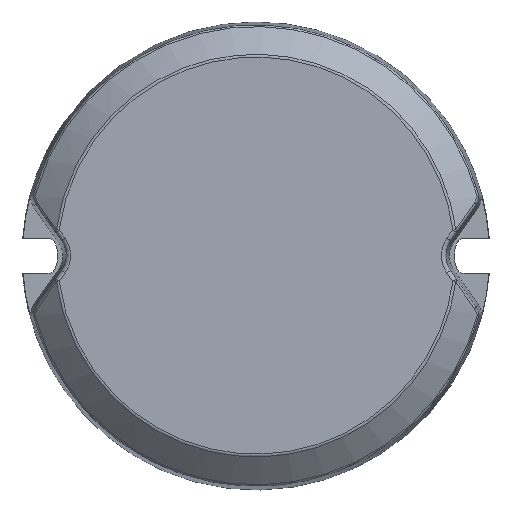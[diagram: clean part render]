
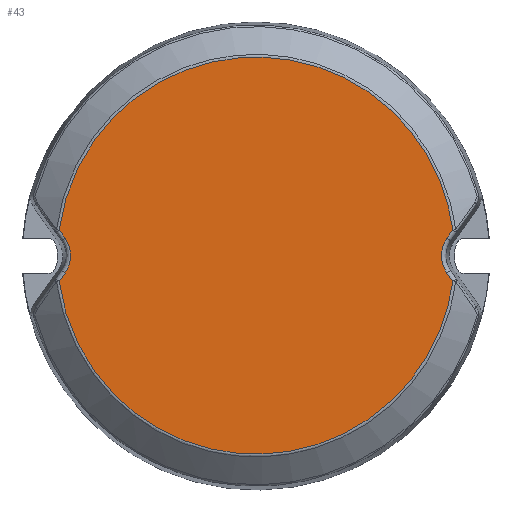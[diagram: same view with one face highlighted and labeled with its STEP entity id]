
A CAD part, top view. The second image highlights one B-rep face of the part: STEP entity #43.
In plain terms, the highlighted planar face has unit normal (0, 0, 1).
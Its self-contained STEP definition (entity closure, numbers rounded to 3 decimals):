
#43=ADVANCED_FACE('',(#117),#1115,.T.);
#117=FACE_OUTER_BOUND('',#191,.T.);
#191=EDGE_LOOP('',(#380,#381,#382,#383,#384,#385,#386,#387));
#380=ORIENTED_EDGE('',*,*,#670,.T.);
#381=ORIENTED_EDGE('',*,*,#675,.T.);
#382=ORIENTED_EDGE('',*,*,#668,.T.);
#383=ORIENTED_EDGE('',*,*,#669,.T.);
#384=ORIENTED_EDGE('',*,*,#738,.T.);
#385=ORIENTED_EDGE('',*,*,#742,.T.);
#386=ORIENTED_EDGE('',*,*,#746,.T.);
#387=ORIENTED_EDGE('',*,*,#667,.F.);
#667=EDGE_CURVE('',#1006,#1005,#901,.T.);
#668=EDGE_CURVE('',#1008,#1009,#812,.T.);
#669=EDGE_CURVE('',#1009,#1010,#902,.T.);
#670=EDGE_CURVE('',#1006,#1007,#813,.T.);
#675=EDGE_CURVE('',#1007,#1008,#907,.T.);
#738=EDGE_CURVE('',#1010,#1011,#859,.T.);
#742=EDGE_CURVE('',#1011,#1012,#928,.T.);
#746=EDGE_CURVE('',#1012,#1005,#862,.T.);
#812=B_SPLINE_CURVE_WITH_KNOTS('',1,(#3578,#3579),.UNSPECIFIED.,.F.,.F.,
(2,2),(0.,1.188),.UNSPECIFIED.);
#813=B_SPLINE_CURVE_WITH_KNOTS('',1,(#3585,#3586),.UNSPECIFIED.,.F.,.F.,
(2,2),(-1.188,0.),.UNSPECIFIED.);
#859=B_SPLINE_CURVE_WITH_KNOTS('',1,(#3845,#3846),.UNSPECIFIED.,.F.,.F.,
(2,2),(-1.188,0.),.UNSPECIFIED.);
#862=B_SPLINE_CURVE_WITH_KNOTS('',1,(#3868,#3869),.UNSPECIFIED.,.F.,.F.,
(2,2),(-1.188,0.),.UNSPECIFIED.);
#901=(
BOUNDED_CURVE()
B_SPLINE_CURVE(2,(#3573,#3574,#3575,#3576,#3577),.UNSPECIFIED.,.F.,.F.)
B_SPLINE_CURVE_WITH_KNOTS((3,2,3),(-81.166,-40.583,0.),
 .UNSPECIFIED.)
CURVE()
GEOMETRIC_REPRESENTATION_ITEM()
RATIONAL_B_SPLINE_CURVE((1.,0.752,1.,0.752,1.))
REPRESENTATION_ITEM('')
);
#902=(
BOUNDED_CURVE()
B_SPLINE_CURVE(2,(#3580,#3581,#3582,#3583,#3584),.UNSPECIFIED.,.F.,.F.)
B_SPLINE_CURVE_WITH_KNOTS((3,2,3),(0.,40.583,81.166),
 .UNSPECIFIED.)
CURVE()
GEOMETRIC_REPRESENTATION_ITEM()
RATIONAL_B_SPLINE_CURVE((1.,0.752,1.,0.752,1.))
REPRESENTATION_ITEM('')
);
#907=(
BOUNDED_CURVE()
B_SPLINE_CURVE(2,(#3599,#3600,#3601),.UNSPECIFIED.,.F.,.F.)
B_SPLINE_CURVE_WITH_KNOTS((3,3),(-4.977,0.),.UNSPECIFIED.)
CURVE()
GEOMETRIC_REPRESENTATION_ITEM()
RATIONAL_B_SPLINE_CURVE((1.,0.819,1.))
REPRESENTATION_ITEM('')
);
#928=(
BOUNDED_CURVE()
B_SPLINE_CURVE(2,(#3856,#3857,#3858),.UNSPECIFIED.,.F.,.F.)
B_SPLINE_CURVE_WITH_KNOTS((3,3),(-4.977,0.),.UNSPECIFIED.)
CURVE()
GEOMETRIC_REPRESENTATION_ITEM()
RATIONAL_B_SPLINE_CURVE((1.,0.819,1.))
REPRESENTATION_ITEM('')
);
#1005=VERTEX_POINT('',#3270);
#1006=VERTEX_POINT('',#3271);
#1007=VERTEX_POINT('',#3272);
#1008=VERTEX_POINT('',#3273);
#1009=VERTEX_POINT('',#3274);
#1010=VERTEX_POINT('',#3275);
#1011=VERTEX_POINT('',#3276);
#1012=VERTEX_POINT('',#3277);
#1115=PLANE('',#1151);
#1151=AXIS2_PLACEMENT_3D('',#1856,#1170,$);
#1170=DIRECTION('',(0.,0.,1.));
#1856=CARTESIAN_POINT('',(-27.617,-14.852,13.001));
#3270=CARTESIAN_POINT('',(22.933,16.013,13.001));
#3271=CARTESIAN_POINT('',(-22.933,16.013,13.001));
#3272=CARTESIAN_POINT('',(-22.252,15.04,13.001));
#3273=CARTESIAN_POINT('',(-22.252,10.963,13.001));
#3274=CARTESIAN_POINT('',(-22.933,9.99,13.001));
#3275=CARTESIAN_POINT('',(22.933,9.99,13.001));
#3276=CARTESIAN_POINT('',(22.252,10.963,13.001));
#3277=CARTESIAN_POINT('',(22.252,15.04,13.001));
#3573=CARTESIAN_POINT('',(-22.933,16.013,13.001));
#3574=CARTESIAN_POINT('',(-20.291,36.131,13.001));
#3575=CARTESIAN_POINT('',(0.,36.131,13.001));
#3576=CARTESIAN_POINT('',(20.291,36.131,13.001));
#3577=CARTESIAN_POINT('',(22.933,16.013,13.001));
#3578=CARTESIAN_POINT('',(-22.252,10.963,13.001));
#3579=CARTESIAN_POINT('',(-22.933,9.99,13.001));
#3580=CARTESIAN_POINT('',(-22.933,9.99,13.001));
#3581=CARTESIAN_POINT('',(-20.291,-10.129,13.001));
#3582=CARTESIAN_POINT('',(0.,-10.129,13.001));
#3583=CARTESIAN_POINT('',(20.291,-10.129,13.001));
#3584=CARTESIAN_POINT('',(22.933,9.99,13.001));
#3585=CARTESIAN_POINT('',(-22.933,16.013,13.001));
#3586=CARTESIAN_POINT('',(-22.252,15.04,13.001));
#3599=CARTESIAN_POINT('',(-22.252,15.04,13.001));
#3600=CARTESIAN_POINT('',(-20.825,13.001,13.001));
#3601=CARTESIAN_POINT('',(-22.252,10.963,13.001));
#3845=CARTESIAN_POINT('',(22.933,9.99,13.001));
#3846=CARTESIAN_POINT('',(22.252,10.963,13.001));
#3856=CARTESIAN_POINT('',(22.252,10.963,13.001));
#3857=CARTESIAN_POINT('',(20.825,13.001,13.001));
#3858=CARTESIAN_POINT('',(22.252,15.04,13.001));
#3868=CARTESIAN_POINT('',(22.252,15.04,13.001));
#3869=CARTESIAN_POINT('',(22.933,16.013,13.001));
